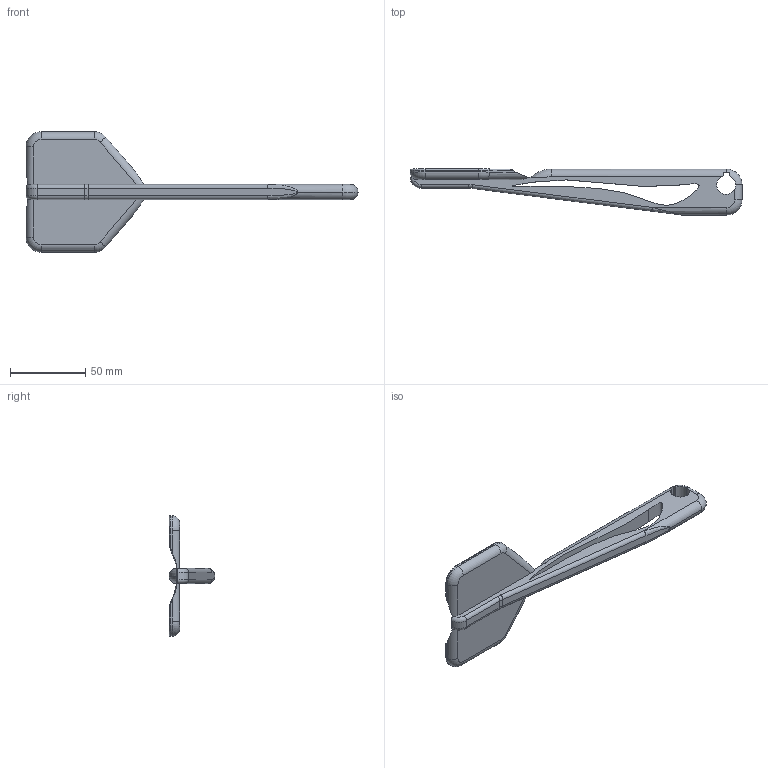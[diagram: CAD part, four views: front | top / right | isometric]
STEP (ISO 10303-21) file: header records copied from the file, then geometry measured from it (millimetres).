
FILE_DESCRIPTION (( 'STEP AP203' ), '1' );
FILE_NAME ('arm_simscape.STEP', '2021-06-24T06:08:06', ( '' ), ( '' ), 'SwSTEP 2.0', 'SolidWorks 2019', '' );
FILE_SCHEMA (( 'CONFIG_CONTROL_DESIGN' ));
Length unit declared in the file: centimetre
Products named in the file (1): arm_simscape
Bounding box: 220.51 x 30.5 x 80 mm (x, y, z)
Volume: 54220.4 mm3; surface area: 22954.8 mm2
Topology: 1 solids, 1 shells, 73 faces, 187 edges, 114 vertices
Faces by surface type: cylinder 33, plane 17, torus 16, bspline 7
Entity records: 2585 total; most frequent: CARTESIAN_POINT 800, ORIENTED_EDGE 374, DIRECTION 350, EDGE_CURVE 187, AXIS2_PLACEMENT_3D 140, VERTEX_POINT 114, EDGE_LOOP 75, ADVANCED_FACE 73
